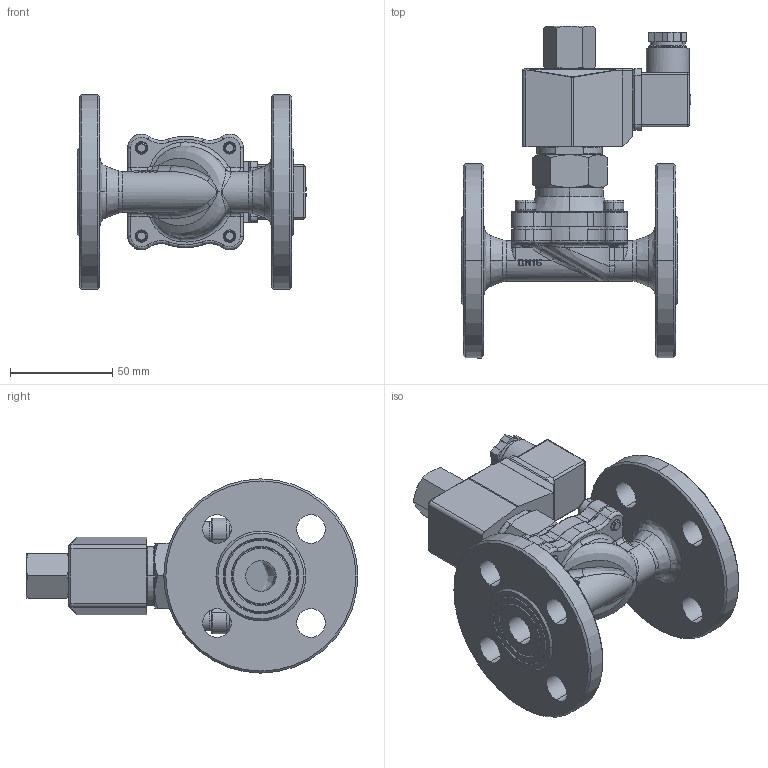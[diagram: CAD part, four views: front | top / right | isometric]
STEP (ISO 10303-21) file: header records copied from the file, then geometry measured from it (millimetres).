
FILE_DESCRIPTION (( 'STEP AP214' ), '1' );
FILE_NAME ('242FL DN15 NO.STEP', '2023-04-26T13:43:43', ( 'admin' ), ( 'Hewlett-Packard Company' ), 'SwSTEP 2.0', 'SolidWorks 2015', '' );
FILE_SCHEMA (( 'AUTOMOTIVE_DESIGN' ));
Length unit declared in the file: millimetre
Products named in the file (12): ENG-005447; ENG-005450; ENG-008802; ENG-005429; ENG-018165; ENG-009272; ENG-008790; 242FL_DN15; 242FL DN15 NO; ENG-005444; ENG-005446; ENG-005448
Assembly tree (12 placements, depth 2):
  242FL DN15 NO
    242FL_DN15
    ENG-008790
    ENG-009272  x2
    ENG-018165
    ENG-005429
    ENG-008802
    ENG-005450
    ENG-005447
    ENG-005448
    ENG-005446
    ENG-005444
Bounding box: 112.3 x 162.4 x 95 mm (x, y, z)
Volume: 99412 mm3; surface area: 113145 mm2
Topology: 11 solids, 20 shells, 1121 faces, 2807 edges, 1759 vertices
Faces by surface type: plane 416, cylinder 363, bspline 167, cone 137, torus 30, sphere 8
Entity records: 72926 total; most frequent: CARTESIAN_POINT 45418, ORIENTED_EDGE 5541, DIRECTION 4946, EDGE_CURVE 2775, AXIS2_PLACEMENT_3D 1833, VERTEX_POINT 1751, VECTOR 1280, LINE 1280
